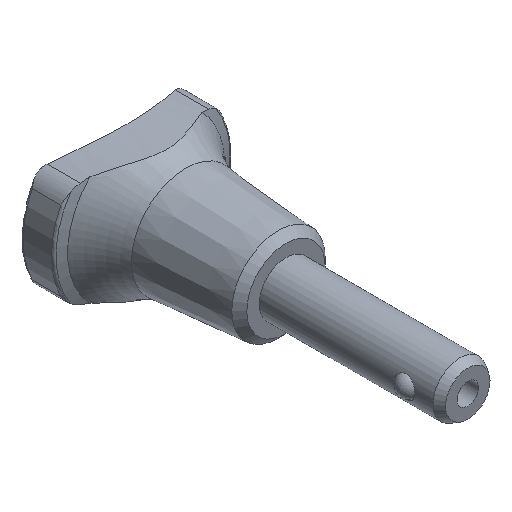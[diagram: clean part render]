
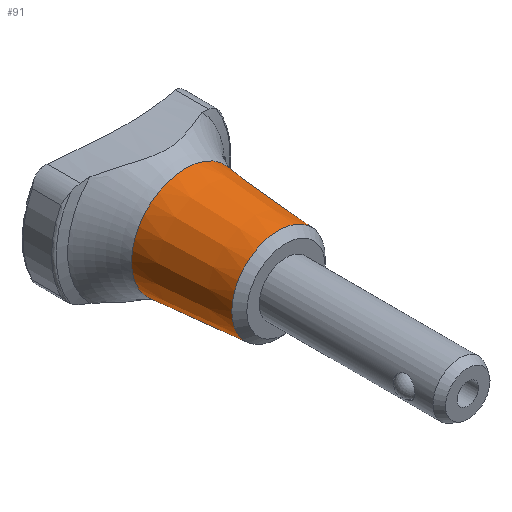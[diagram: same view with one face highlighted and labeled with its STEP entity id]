
A CAD part, isometric view. The second image highlights one B-rep face of the part: STEP entity #91.
In plain terms, the highlighted conical face has half-angle 4.6 degrees and reference radius 8.7 mm.
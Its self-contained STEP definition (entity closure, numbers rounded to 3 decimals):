
#91 = ADVANCED_FACE( '', ( #213, #214 ), #215, .T. );
#213 = FACE_OUTER_BOUND( '', #381, .T. );
#214 = FACE_BOUND( '', #382, .T. );
#215 = CONICAL_SURFACE( '', #383, 8.7, 0.08 );
#381 = EDGE_LOOP( '', ( #620 ) );
#382 = EDGE_LOOP( '', ( #621 ) );
#383 = AXIS2_PLACEMENT_3D( '', #622, #623, #624 );
#620 = ORIENTED_EDGE( '', *, *, #901, .T. );
#621 = ORIENTED_EDGE( '', *, *, #898, .F. );
#622 = CARTESIAN_POINT( '', ( 0., 1.4, 0. ) );
#623 = DIRECTION( '', ( 0., 1., 0. ) );
#624 = DIRECTION( '', ( 0., 0., 1. ) );
#898 = EDGE_CURVE( '', #1048, #1048, #1049, .T. );
#901 = EDGE_CURVE( '', #1053, #1053, #1054, .T. );
#1048 = VERTEX_POINT( '', #1318 );
#1049 = CIRCLE( '', #1319, 8.7 );
#1053 = VERTEX_POINT( '', #1323 );
#1054 = CIRCLE( '', #1324, 10.092 );
#1318 = CARTESIAN_POINT( '', ( 0., 1.4, -8.7 ) );
#1319 = AXIS2_PLACEMENT_3D( '', #1902, #1903, #1904 );
#1323 = CARTESIAN_POINT( '', ( 0., 18.7, -10.092 ) );
#1324 = AXIS2_PLACEMENT_3D( '', #1908, #1909, #1910 );
#1902 = CARTESIAN_POINT( '', ( 0., 1.4, 0. ) );
#1903 = DIRECTION( '', ( 0., -1., 0. ) );
#1904 = DIRECTION( '', ( 0., 0., -1. ) );
#1908 = CARTESIAN_POINT( '', ( 0., 18.7, 0. ) );
#1909 = DIRECTION( '', ( 0., -1., 0. ) );
#1910 = DIRECTION( '', ( 0., 0., -1. ) );
